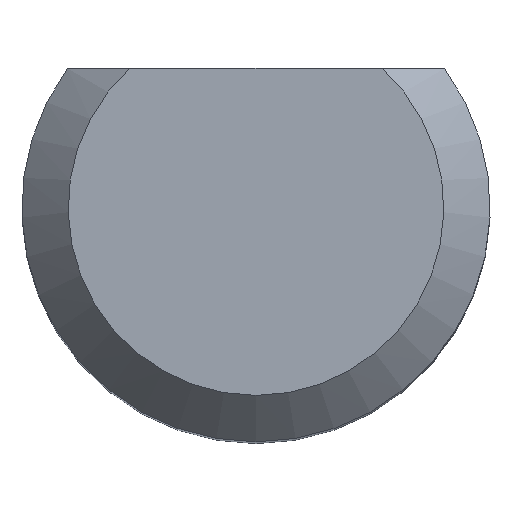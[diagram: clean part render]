
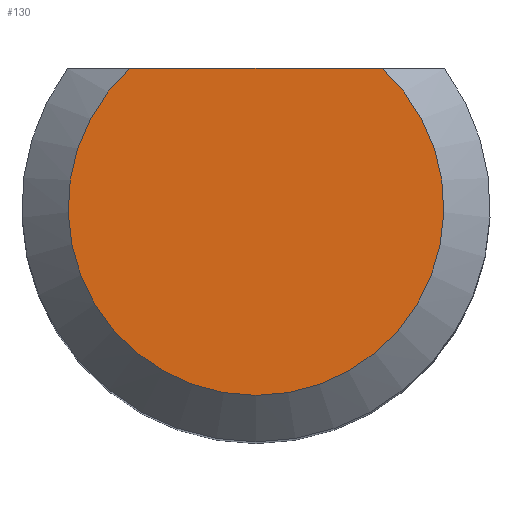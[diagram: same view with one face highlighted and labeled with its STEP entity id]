
A CAD part, top view. The second image highlights one B-rep face of the part: STEP entity #130.
In plain terms, the highlighted planar face has unit normal (0, 0, 1).
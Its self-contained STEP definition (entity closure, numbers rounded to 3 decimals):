
#51=CIRCLE('',#157,1.215);
#59=FACE_OUTER_BOUND('',#65,.T.);
#65=EDGE_LOOP('',(#120,#121));
#66=LINE('',#234,#70);
#70=VECTOR('',#178,10.);
#78=VERTEX_POINT('',#228);
#80=VERTEX_POINT('',#233);
#87=EDGE_CURVE('',#80,#78,#66,.T.);
#97=EDGE_CURVE('',#80,#78,#51,.T.);
#120=ORIENTED_EDGE('',*,*,#87,.T.);
#121=ORIENTED_EDGE('',*,*,#97,.F.);
#124=PLANE('',#160);
#130=ADVANCED_FACE('',(#59),#124,.T.);
#157=AXIS2_PLACEMENT_3D('',#257,#192,#193);
#160=AXIS2_PLACEMENT_3D('',#260,#198,#199);
#178=DIRECTION('',(-1.,0.,0.));
#192=DIRECTION('center_axis',(0.,0.,-1.));
#193=DIRECTION('ref_axis',(1.,0.,0.));
#198=DIRECTION('center_axis',(0.,0.,1.));
#199=DIRECTION('ref_axis',(1.,0.,0.));
#228=CARTESIAN_POINT('',(-0.816,0.9,7.2));
#233=CARTESIAN_POINT('',(0.816,0.9,7.2));
#234=CARTESIAN_POINT('',(0.609,0.9,7.2));
#257=CARTESIAN_POINT('Origin',(0.,0.,7.2));
#260=CARTESIAN_POINT('Origin',(0.,0.258,7.2));
